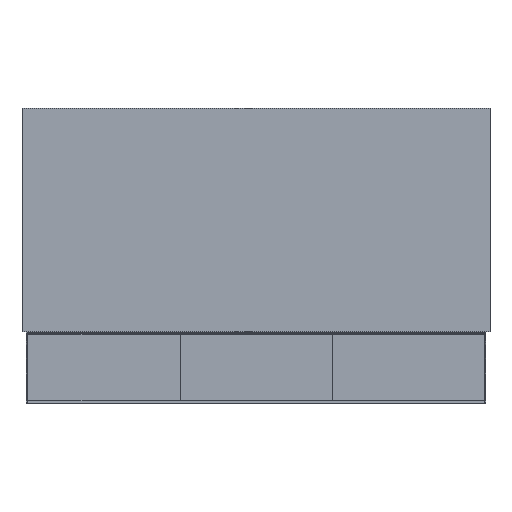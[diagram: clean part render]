
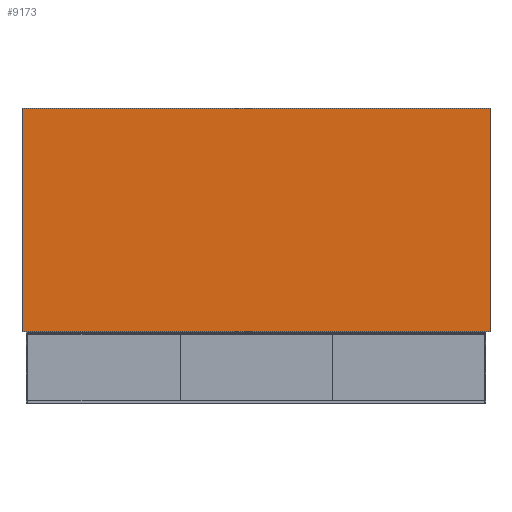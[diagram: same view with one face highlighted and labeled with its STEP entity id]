
A CAD part, front view. The second image highlights one B-rep face of the part: STEP entity #9173.
In plain terms, the highlighted planar face has unit normal (0, -1, 0).
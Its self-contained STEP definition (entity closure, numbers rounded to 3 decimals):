
#46 = EDGE_CURVE ( 'NONE', #504, #6084, #6322, .T. ) ;
#268 = ORIENTED_EDGE ( 'NONE', *, *, #9025, .F. ) ;
#487 = EDGE_LOOP ( 'NONE', ( #9006, #268, #8842, #9169 ) ) ;
#504 = VERTEX_POINT ( 'NONE', #3103 ) ;
#553 = VECTOR ( 'NONE', #10238, 1000. ) ;
#609 = FACE_OUTER_BOUND ( 'NONE', #487, .T. ) ;
#654 = CARTESIAN_POINT ( 'NONE',  ( 727.5, 0., -347.5 ) ) ;
#887 = CARTESIAN_POINT ( 'NONE',  ( -727.5, 0., 347.5 ) ) ;
#917 = DIRECTION ( 'NONE',  ( 0., 0., 1. ) ) ;
#1250 = CARTESIAN_POINT ( 'NONE',  ( 0., 0., 0. ) ) ;
#1940 = LINE ( 'NONE', #3484, #2951 ) ;
#2650 = EDGE_CURVE ( 'NONE', #5080, #4014, #3981, .T. ) ;
#2773 = DIRECTION ( 'NONE',  ( 0., 0., 1. ) ) ;
#2951 = VECTOR ( 'NONE', #6064, 1000. ) ;
#3103 = CARTESIAN_POINT ( 'NONE',  ( 727.5, 0., 347.5 ) ) ;
#3472 = CARTESIAN_POINT ( 'NONE',  ( -727.5, 0., -347.5 ) ) ;
#3484 = CARTESIAN_POINT ( 'NONE',  ( -727.5, 0., -347.5 ) ) ;
#3677 = LINE ( 'NONE', #887, #5888 ) ;
#3981 = LINE ( 'NONE', #3472, #6061 ) ;
#4014 = VERTEX_POINT ( 'NONE', #9796 ) ;
#4480 = PLANE ( 'NONE',  #9971 ) ;
#5080 = VERTEX_POINT ( 'NONE', #9847 ) ;
#5362 = DIRECTION ( 'NONE',  ( 0., 1., 0. ) ) ;
#5888 = VECTOR ( 'NONE', #9857, 1000. ) ;
#6061 = VECTOR ( 'NONE', #917, 1000. ) ;
#6064 = DIRECTION ( 'NONE',  ( -1., 0., 0. ) ) ;
#6084 = VERTEX_POINT ( 'NONE', #654 ) ;
#6322 = LINE ( 'NONE', #9504, #553 ) ;
#6965 = EDGE_CURVE ( 'NONE', #6084, #5080, #1940, .T. ) ;
#8842 = ORIENTED_EDGE ( 'NONE', *, *, #2650, .F. ) ;
#9006 = ORIENTED_EDGE ( 'NONE', *, *, #46, .F. ) ;
#9025 = EDGE_CURVE ( 'NONE', #4014, #504, #3677, .T. ) ;
#9169 = ORIENTED_EDGE ( 'NONE', *, *, #6965, .F. ) ;
#9173 = ADVANCED_FACE ( 'NONE', ( #609 ), #4480, .F. ) ;
#9504 = CARTESIAN_POINT ( 'NONE',  ( 727.5, 0., -347.5 ) ) ;
#9796 = CARTESIAN_POINT ( 'NONE',  ( -727.5, 0., 347.5 ) ) ;
#9847 = CARTESIAN_POINT ( 'NONE',  ( -727.5, 0., -347.5 ) ) ;
#9857 = DIRECTION ( 'NONE',  ( 1., 0., 0. ) ) ;
#9971 = AXIS2_PLACEMENT_3D ( 'NONE', #1250, #5362, #2773 ) ;
#10238 = DIRECTION ( 'NONE',  ( 0., 0., -1. ) ) ;
